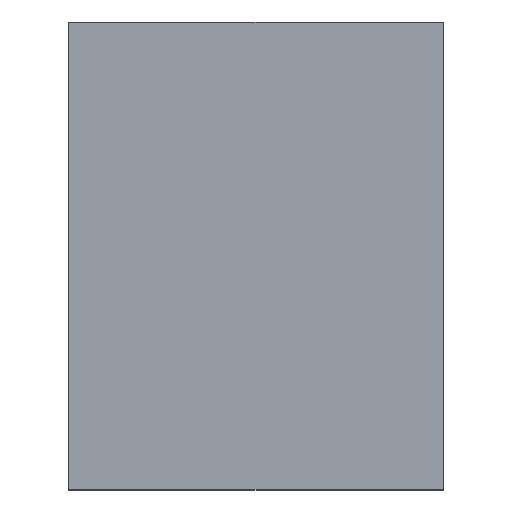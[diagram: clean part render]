
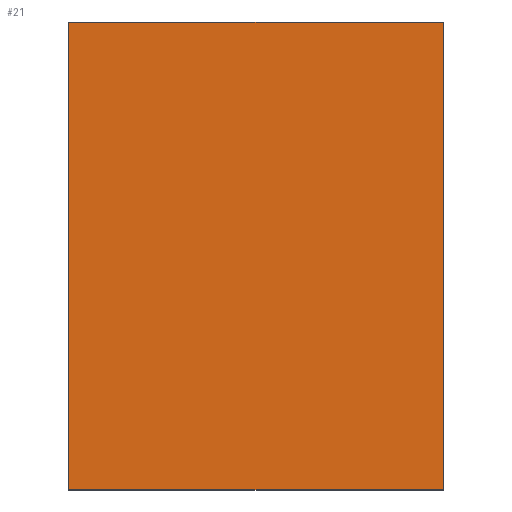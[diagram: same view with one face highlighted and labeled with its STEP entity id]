
A CAD part, left-side view. The second image highlights one B-rep face of the part: STEP entity #21.
In plain terms, the highlighted planar face has unit normal (-1, 0, 0).
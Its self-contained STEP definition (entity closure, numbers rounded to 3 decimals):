
#1 = EDGE_CURVE ( 'NONE', #2, #4, #213, .T. ) ;
#2 = VERTEX_POINT ( 'NONE', #169 ) ;
#4 = VERTEX_POINT ( 'NONE', #225 ) ;
#8 = ORIENTED_EDGE ( 'NONE', *, *, #1, .T. ) ;
#11 = ORIENTED_EDGE ( 'NONE', *, *, #19, .F. ) ;
#18 = EDGE_LOOP ( 'NONE', ( #8, #11, #97, #98 ) ) ;
#19 = EDGE_CURVE ( 'NONE', #20, #4, #240, .T. ) ;
#20 = VERTEX_POINT ( 'NONE', #236 ) ;
#21 = ADVANCED_FACE ( 'NONE', ( #235 ), #182, .F. ) ;
#97 = ORIENTED_EDGE ( 'NONE', *, *, #102, .F. ) ;
#98 = ORIENTED_EDGE ( 'NONE', *, *, #99, .T. ) ;
#99 = EDGE_CURVE ( 'NONE', #101, #2, #290, .T. ) ;
#101 = VERTEX_POINT ( 'NONE', #286 ) ;
#102 = EDGE_CURVE ( 'NONE', #101, #20, #284, .T. ) ;
#169 = CARTESIAN_POINT ( 'NONE',  ( -0.5, 0., -0.25 ) ) ;
#170 = VECTOR ( 'NONE', #211, 1000. ) ;
#178 = DIRECTION ( 'NONE',  ( 0., 0., -1. ) ) ;
#179 = DIRECTION ( 'NONE',  ( 1., 0., 0. ) ) ;
#180 = CARTESIAN_POINT ( 'NONE',  ( -0.5, 0.4, 0.25 ) ) ;
#181 = AXIS2_PLACEMENT_3D ( 'NONE', #180, #179, #178 ) ;
#182 = PLANE ( 'NONE',  #181 ) ;
#211 = DIRECTION ( 'NONE',  ( 0., 0., 1. ) ) ;
#212 = CARTESIAN_POINT ( 'NONE',  ( -0.5, 0., 0.25 ) ) ;
#213 = LINE ( 'NONE', #212, #170 ) ;
#225 = CARTESIAN_POINT ( 'NONE',  ( -0.5, 0., 0.25 ) ) ;
#235 = FACE_OUTER_BOUND ( 'NONE', #18, .T. ) ;
#236 = CARTESIAN_POINT ( 'NONE',  ( -0.5, 0.4, 0.25 ) ) ;
#237 = DIRECTION ( 'NONE',  ( 0., -1., 0. ) ) ;
#238 = VECTOR ( 'NONE', #237, 1000. ) ;
#239 = CARTESIAN_POINT ( 'NONE',  ( -0.5, 0.4, 0.25 ) ) ;
#240 = LINE ( 'NONE', #239, #238 ) ;
#281 = DIRECTION ( 'NONE',  ( 0., 0., 1. ) ) ;
#282 = VECTOR ( 'NONE', #281, 1000. ) ;
#283 = CARTESIAN_POINT ( 'NONE',  ( -0.5, 0.4, 0.25 ) ) ;
#284 = LINE ( 'NONE', #283, #282 ) ;
#286 = CARTESIAN_POINT ( 'NONE',  ( -0.5, 0.4, -0.25 ) ) ;
#287 = DIRECTION ( 'NONE',  ( 0., -1., 0. ) ) ;
#288 = VECTOR ( 'NONE', #287, 1000. ) ;
#289 = CARTESIAN_POINT ( 'NONE',  ( -0.5, 0.4, -0.25 ) ) ;
#290 = LINE ( 'NONE', #289, #288 ) ;
